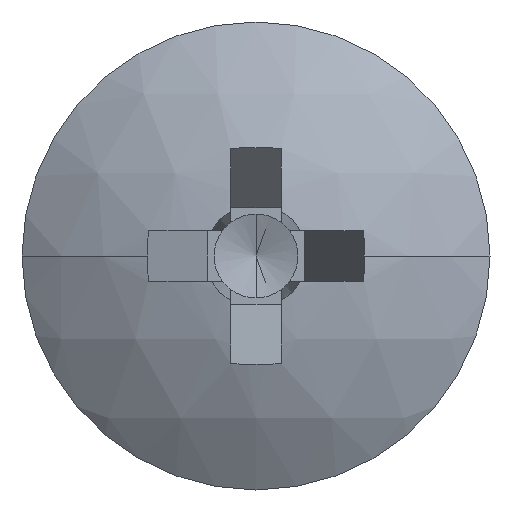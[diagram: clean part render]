
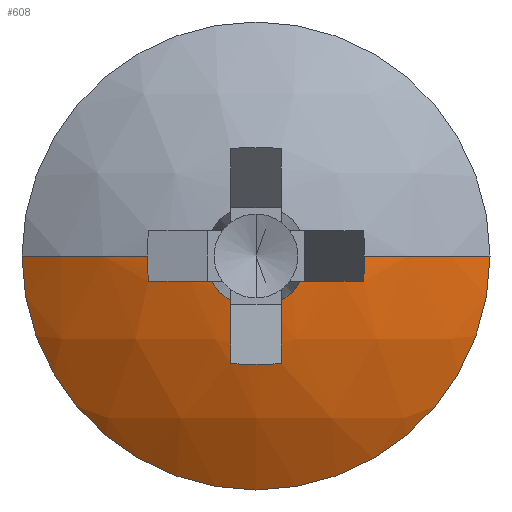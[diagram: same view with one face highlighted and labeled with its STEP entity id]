
A CAD part, left-side view. The second image highlights one B-rep face of the part: STEP entity #608.
In plain terms, the highlighted spherical face has radius 8 mm.
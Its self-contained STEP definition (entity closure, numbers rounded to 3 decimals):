
#11 = EDGE_CURVE ( 'NONE', #771, #260, #973, .T. ) ;
#26 = CARTESIAN_POINT ( 'NONE',  ( 8., 0., -0.515 ) ) ;
#56 = CARTESIAN_POINT ( 'NONE',  ( 0.068, -0.515, -0.901 ) ) ;
#62 = CIRCLE ( 'NONE', #369, 1.038 ) ;
#64 = CIRCLE ( 'NONE', #161, 8. ) ;
#65 = AXIS2_PLACEMENT_3D ( 'NONE', #799, #339, #878 ) ;
#67 = VERTEX_POINT ( 'NONE', #629 ) ;
#84 = CARTESIAN_POINT ( 'NONE',  ( 0.323, 0.515, -2.189 ) ) ;
#90 = CIRCLE ( 'NONE', #739, 7.983 ) ;
#92 = EDGE_CURVE ( 'NONE', #819, #408, #115, .T. ) ;
#95 = DIRECTION ( 'NONE',  ( 0., -1., 0. ) ) ;
#96 = CARTESIAN_POINT ( 'NONE',  ( 0.323, -0.515, -2.189 ) ) ;
#110 = EDGE_CURVE ( 'NONE', #819, #616, #693, .T. ) ;
#112 = EDGE_CURVE ( 'NONE', #949, #430, #486, .T. ) ;
#113 = DIRECTION ( 'NONE',  ( -1., 0., 0. ) ) ;
#115 = CIRCLE ( 'NONE', #376, 7.864 ) ;
#129 = EDGE_CURVE ( 'NONE', #416, #215, #901, .T. ) ;
#143 = DIRECTION ( 'NONE',  ( 1., 0., 0. ) ) ;
#144 = EDGE_CURVE ( 'NONE', #506, #771, #90, .T. ) ;
#154 = CIRCLE ( 'NONE', #770, 7.864 ) ;
#160 = DIRECTION ( 'NONE',  ( 0.446, -0.895, 0. ) ) ;
#161 = AXIS2_PLACEMENT_3D ( 'NONE', #220, #583, #143 ) ;
#188 = CARTESIAN_POINT ( 'NONE',  ( 8., 0., 0. ) ) ;
#199 = CARTESIAN_POINT ( 'NONE',  ( 0.068, 0., 0. ) ) ;
#209 = CARTESIAN_POINT ( 'NONE',  ( 0.307, 2.197, 0. ) ) ;
#214 = EDGE_CURVE ( 'NONE', #249, #408, #64, .T. ) ;
#215 = VERTEX_POINT ( 'NONE', #84 ) ;
#220 = CARTESIAN_POINT ( 'NONE',  ( 8., 0., 0. ) ) ;
#221 = AXIS2_PLACEMENT_3D ( 'NONE', #188, #481, #722 ) ;
#233 = DIRECTION ( 'NONE',  ( 1., 0., 0. ) ) ;
#236 = CARTESIAN_POINT ( 'NONE',  ( 7.346, 1.312, 0. ) ) ;
#242 = ORIENTED_EDGE ( 'NONE', *, *, #144, .F. ) ;
#249 = VERTEX_POINT ( 'NONE', #975 ) ;
#254 = CARTESIAN_POINT ( 'NONE',  ( 0.307, -2.197, 0. ) ) ;
#255 = DIRECTION ( 'NONE',  ( 0., 0., 1. ) ) ;
#256 = DIRECTION ( 'NONE',  ( 0., 1., 0. ) ) ;
#260 = VERTEX_POINT ( 'NONE', #578 ) ;
#278 = DIRECTION ( 'NONE',  ( 0., 0., -1. ) ) ;
#283 = VERTEX_POINT ( 'NONE', #972 ) ;
#294 = CARTESIAN_POINT ( 'NONE',  ( 0.068, 0.515, -0.901 ) ) ;
#314 = EDGE_CURVE ( 'NONE', #506, #215, #374, .T. ) ;
#324 = CARTESIAN_POINT ( 'NONE',  ( 8., -0.515, 0. ) ) ;
#326 = CARTESIAN_POINT ( 'NONE',  ( 8., 0., 0. ) ) ;
#337 = EDGE_CURVE ( 'NONE', #430, #283, #154, .T. ) ;
#339 = DIRECTION ( 'NONE',  ( 1., 0., 0. ) ) ;
#344 = EDGE_CURVE ( 'NONE', #260, #283, #540, .T. ) ;
#346 = ORIENTED_EDGE ( 'NONE', *, *, #314, .T. ) ;
#354 = AXIS2_PLACEMENT_3D ( 'NONE', #684, #233, #767 ) ;
#369 = AXIS2_PLACEMENT_3D ( 'NONE', #199, #729, #278 ) ;
#373 = DIRECTION ( 'NONE',  ( 0., 0., 1. ) ) ;
#374 = CIRCLE ( 'NONE', #499, 7.864 ) ;
#375 = CARTESIAN_POINT ( 'NONE',  ( 7.346, 0., 1.312 ) ) ;
#376 = AXIS2_PLACEMENT_3D ( 'NONE', #942, #403, #866 ) ;
#383 = ORIENTED_EDGE ( 'NONE', *, *, #11, .F. ) ;
#403 = DIRECTION ( 'NONE',  ( 0.446, 0.895, 0. ) ) ;
#408 = VERTEX_POINT ( 'NONE', #209 ) ;
#416 = VERTEX_POINT ( 'NONE', #294 ) ;
#430 = VERTEX_POINT ( 'NONE', #254 ) ;
#438 = ORIENTED_EDGE ( 'NONE', *, *, #587, .F. ) ;
#466 = DIRECTION ( 'NONE',  ( 0., 0., 1. ) ) ;
#481 = DIRECTION ( 'NONE',  ( 0., 0., -1. ) ) ;
#484 = SPHERICAL_SURFACE ( 'NONE', #221, 8. ) ;
#486 = CIRCLE ( 'NONE', #620, 8. ) ;
#499 = AXIS2_PLACEMENT_3D ( 'NONE', #375, #648, #911 ) ;
#506 = VERTEX_POINT ( 'NONE', #96 ) ;
#516 = ORIENTED_EDGE ( 'NONE', *, *, #92, .T. ) ;
#521 = AXIS2_PLACEMENT_3D ( 'NONE', #26, #466, #936 ) ;
#537 = DIRECTION ( 'NONE',  ( 0., 0., -1. ) ) ;
#540 = CIRCLE ( 'NONE', #661, 7.983 ) ;
#557 = DIRECTION ( 'NONE',  ( 0., 0., -1. ) ) ;
#578 = CARTESIAN_POINT ( 'NONE',  ( 0.068, -0.901, -0.515 ) ) ;
#583 = DIRECTION ( 'NONE',  ( 0., 0., 1. ) ) ;
#584 = ORIENTED_EDGE ( 'NONE', *, *, #110, .F. ) ;
#587 = EDGE_CURVE ( 'NONE', #949, #67, #719, .T. ) ;
#600 = ORIENTED_EDGE ( 'NONE', *, *, #337, .T. ) ;
#608 = ADVANCED_FACE ( 'NONE', ( #690 ), #484, .T. ) ;
#615 = CARTESIAN_POINT ( 'NONE',  ( 8., 0.515, 0. ) ) ;
#616 = VERTEX_POINT ( 'NONE', #800 ) ;
#620 = AXIS2_PLACEMENT_3D ( 'NONE', #326, #788, #256 ) ;
#629 = CARTESIAN_POINT ( 'NONE',  ( 1.563, 0., -4.75 ) ) ;
#635 = CARTESIAN_POINT ( 'NONE',  ( 0.068, 0., 0. ) ) ;
#648 = DIRECTION ( 'NONE',  ( 0.446, 0., -0.895 ) ) ;
#652 = EDGE_CURVE ( 'NONE', #616, #416, #62, .T. ) ;
#658 = ORIENTED_EDGE ( 'NONE', *, *, #652, .F. ) ;
#660 = DIRECTION ( 'NONE',  ( 0.895, 0.446, 0. ) ) ;
#661 = AXIS2_PLACEMENT_3D ( 'NONE', #833, #373, #907 ) ;
#680 = AXIS2_PLACEMENT_3D ( 'NONE', #615, #95, #537 ) ;
#684 = CARTESIAN_POINT ( 'NONE',  ( 1.563, 0., 0. ) ) ;
#690 = FACE_OUTER_BOUND ( 'NONE', #752, .T. ) ;
#693 = CIRCLE ( 'NONE', #521, 7.983 ) ;
#719 = CIRCLE ( 'NONE', #65, 4.75 ) ;
#722 = DIRECTION ( 'NONE',  ( 0., 1., 0. ) ) ;
#729 = DIRECTION ( 'NONE',  ( -1., 0., 0. ) ) ;
#739 = AXIS2_PLACEMENT_3D ( 'NONE', #324, #782, #255 ) ;
#752 = EDGE_LOOP ( 'NONE', ( #438, #835, #600, #953, #383, #242, #346, #952, #658, #584, #516, #939, #801 ) ) ;
#767 = DIRECTION ( 'NONE',  ( 0., 0., -1. ) ) ;
#768 = CARTESIAN_POINT ( 'NONE',  ( 1.563, -4.75, 0. ) ) ;
#770 = AXIS2_PLACEMENT_3D ( 'NONE', #236, #160, #660 ) ;
#771 = VERTEX_POINT ( 'NONE', #56 ) ;
#782 = DIRECTION ( 'NONE',  ( 0., 1., 0. ) ) ;
#788 = DIRECTION ( 'NONE',  ( 0., 0., -1. ) ) ;
#799 = CARTESIAN_POINT ( 'NONE',  ( 1.563, 0., 0. ) ) ;
#800 = CARTESIAN_POINT ( 'NONE',  ( 0.068, 0.901, -0.515 ) ) ;
#801 = ORIENTED_EDGE ( 'NONE', *, *, #928, .F. ) ;
#819 = VERTEX_POINT ( 'NONE', #823 ) ;
#823 = CARTESIAN_POINT ( 'NONE',  ( 0.323, 2.189, -0.515 ) ) ;
#833 = CARTESIAN_POINT ( 'NONE',  ( 8., 0., -0.515 ) ) ;
#835 = ORIENTED_EDGE ( 'NONE', *, *, #112, .T. ) ;
#866 = DIRECTION ( 'NONE',  ( -0.895, 0.446, 0. ) ) ;
#878 = DIRECTION ( 'NONE',  ( 0., 0., -1. ) ) ;
#889 = CIRCLE ( 'NONE', #354, 4.75 ) ;
#901 = CIRCLE ( 'NONE', #680, 7.983 ) ;
#907 = DIRECTION ( 'NONE',  ( 1., 0., 0. ) ) ;
#911 = DIRECTION ( 'NONE',  ( -0.895, 0., -0.446 ) ) ;
#928 = EDGE_CURVE ( 'NONE', #67, #249, #889, .T. ) ;
#936 = DIRECTION ( 'NONE',  ( 1., 0., 0. ) ) ;
#939 = ORIENTED_EDGE ( 'NONE', *, *, #214, .F. ) ;
#942 = CARTESIAN_POINT ( 'NONE',  ( 7.346, -1.312, 0. ) ) ;
#949 = VERTEX_POINT ( 'NONE', #768 ) ;
#952 = ORIENTED_EDGE ( 'NONE', *, *, #129, .F. ) ;
#953 = ORIENTED_EDGE ( 'NONE', *, *, #344, .F. ) ;
#964 = AXIS2_PLACEMENT_3D ( 'NONE', #635, #113, #557 ) ;
#972 = CARTESIAN_POINT ( 'NONE',  ( 0.323, -2.189, -0.515 ) ) ;
#973 = CIRCLE ( 'NONE', #964, 1.038 ) ;
#975 = CARTESIAN_POINT ( 'NONE',  ( 1.563, 4.75, 0. ) ) ;
